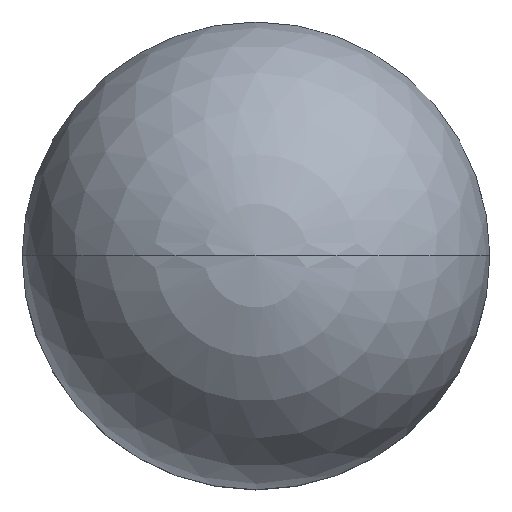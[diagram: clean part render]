
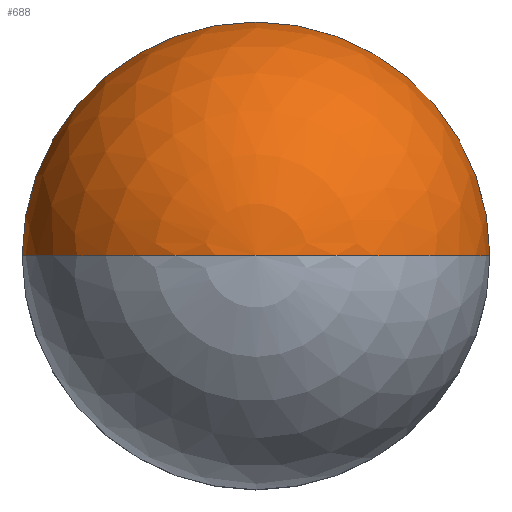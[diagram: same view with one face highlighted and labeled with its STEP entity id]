
A CAD part, top view. The second image highlights one B-rep face of the part: STEP entity #688.
In plain terms, the highlighted spherical face has radius 3 mm.
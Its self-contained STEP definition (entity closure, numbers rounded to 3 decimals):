
#528=CARTESIAN_POINT('',(-3.,0.,6.9));
#529=VERTEX_POINT('',#528);
#545=CARTESIAN_POINT('',(3.,0.,6.9));
#546=VERTEX_POINT('',#545);
#658=CARTESIAN_POINT('',(0.,0.,6.9));
#659=DIRECTION('',(0.0,0.0,1.0));
#660=DIRECTION('',(1.0,0.0,0.0));
#661=AXIS2_PLACEMENT_3D('',#658,#659,#660);
#662=SPHERICAL_SURFACE('',#661,3.);
#663=CARTESIAN_POINT('',(0.,0.,9.9));
#664=VERTEX_POINT('',#663);
#665=CARTESIAN_POINT('',(0.,0.,6.9));
#666=DIRECTION('',(0.0,-1.0,0.0));
#667=DIRECTION('',(0.0,0.0,1.0));
#668=AXIS2_PLACEMENT_3D('',#665,#666,#667);
#669=CIRCLE('',#668,3.);
#670=EDGE_CURVE('',#664,#529,#669,.T.);
#671=ORIENTED_EDGE('',*,*,#670,.F.);
#672=CARTESIAN_POINT('',(0.,0.,6.9));
#673=DIRECTION('',(0.0,-1.0,0.0));
#674=DIRECTION('',(0.0,0.0,1.0));
#675=AXIS2_PLACEMENT_3D('',#672,#673,#674);
#676=CIRCLE('',#675,3.);
#677=EDGE_CURVE('',#546,#664,#676,.T.);
#678=ORIENTED_EDGE('',*,*,#677,.F.);
#679=CARTESIAN_POINT('',(0.,0.,6.9));
#680=DIRECTION('',(0.0,0.0,1.0));
#681=DIRECTION('',(-1.0,0.0,0.0));
#682=AXIS2_PLACEMENT_3D('',#679,#680,#681);
#683=CIRCLE('',#682,3.);
#684=EDGE_CURVE('',#546,#529,#683,.T.);
#685=ORIENTED_EDGE('',*,*,#684,.T.);
#686=EDGE_LOOP('',(#671,#678,#685));
#687=FACE_OUTER_BOUND('',#686,.T.);
#688=ADVANCED_FACE('',(#687),#662,.T.);
